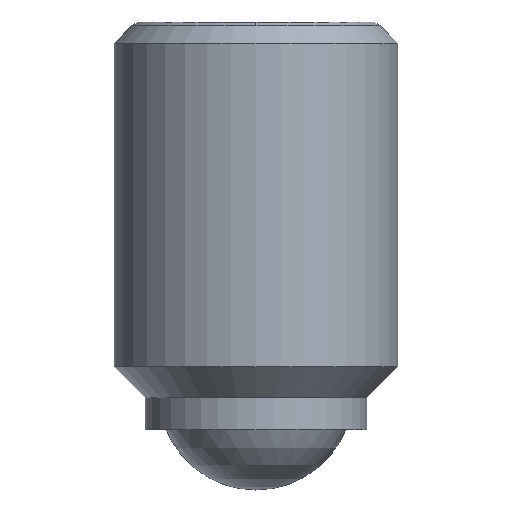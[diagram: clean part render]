
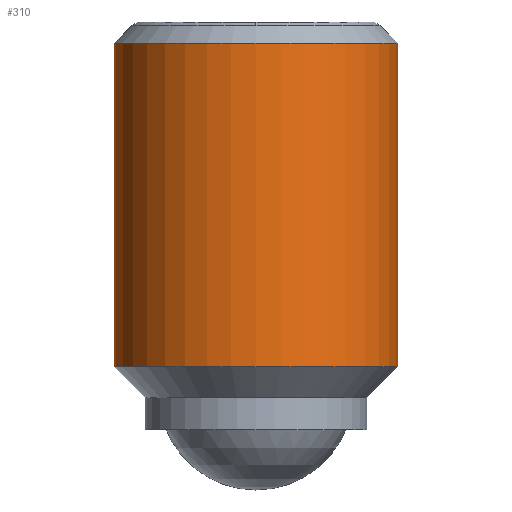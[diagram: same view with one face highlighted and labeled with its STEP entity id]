
A CAD part, front view. The second image highlights one B-rep face of the part: STEP entity #310.
In plain terms, the highlighted cylindrical face has radius 4 mm (diameter 8 mm), a partial arc.
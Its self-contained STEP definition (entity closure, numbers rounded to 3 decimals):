
#136=EDGE_CURVE('',#184,#280,#353,.T.);
#158=VERTEX_POINT('',#381);
#170=EDGE_CURVE('',#184,#306,#394,.T.);
#184=VERTEX_POINT('',#410);
#188=EDGE_CURVE('',#158,#306,#414,.T.);
#280=VERTEX_POINT('',#516);
#288=EDGE_CURVE('',#280,#158,#525,.T.);
#306=VERTEX_POINT('',#544);
#310=ADVANCED_FACE('',(#548),#549,.T.);
#353=LINE('',#589,#590);
#381=CARTESIAN_POINT('',(4.,0.,-0.6));
#394=CIRCLE('',#647,4.0);
#410=CARTESIAN_POINT('',(-4.,0.,-9.725));
#414=LINE('',#680,#681);
#516=CARTESIAN_POINT('',(-4.,0.,-0.6));
#525=CIRCLE('',#863,4.0);
#544=CARTESIAN_POINT('',(4.,0.,-9.725));
#548=FACE_OUTER_BOUND('',#898,.T.);
#549=CYLINDRICAL_SURFACE('',#899,4.0);
#589=CARTESIAN_POINT('',(-4.,0.,-5.163));
#590=VECTOR('',#928,1.0);
#647=AXIS2_PLACEMENT_3D('',#999,#1000,#1001);
#680=CARTESIAN_POINT('',(4.,0.,-5.163));
#681=VECTOR('',#1024,1.0);
#863=AXIS2_PLACEMENT_3D('',#1142,#1143,#1144);
#898=EDGE_LOOP('',(#1160,#1161,#1162,#1163));
#899=AXIS2_PLACEMENT_3D('',#1164,#1165,#1166);
#928=DIRECTION('',(0.0,0.0,1.0));
#999=CARTESIAN_POINT('',(0.,0.,-9.725));
#1000=DIRECTION('',(0.0,0.0,1.0));
#1001=DIRECTION('',(-1.0,0.,0.0));
#1024=DIRECTION('',(-0.0,-0.0,-1.0));
#1142=CARTESIAN_POINT('',(0.,0.,-0.6));
#1143=DIRECTION('',(0.0,0.0,1.0));
#1144=DIRECTION('',(-1.0,0.,0.0));
#1160=ORIENTED_EDGE('',*,*,#136,.F.);
#1161=ORIENTED_EDGE('',*,*,#170,.T.);
#1162=ORIENTED_EDGE('',*,*,#188,.F.);
#1163=ORIENTED_EDGE('',*,*,#288,.F.);
#1164=CARTESIAN_POINT('',(0.,0.,-5.163));
#1165=DIRECTION('',(-0.0,-0.0,-1.0));
#1166=DIRECTION('',(-1.0,0.,0.0));
